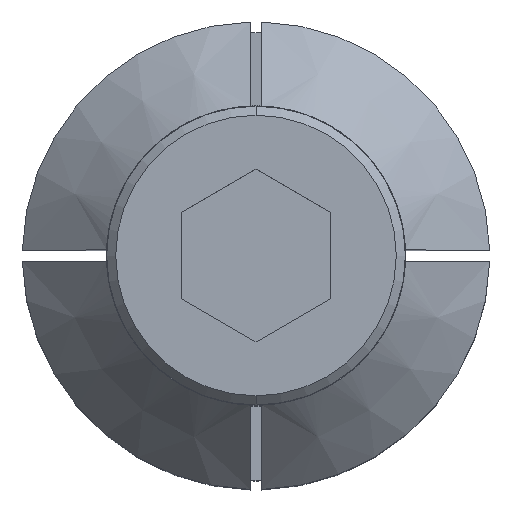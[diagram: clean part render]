
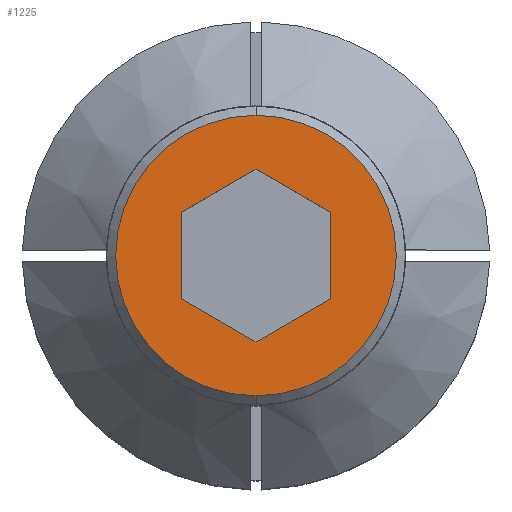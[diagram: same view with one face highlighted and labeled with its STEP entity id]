
A CAD part, top view. The second image highlights one B-rep face of the part: STEP entity #1225.
In plain terms, the highlighted planar face has unit normal (0, 0, 1).
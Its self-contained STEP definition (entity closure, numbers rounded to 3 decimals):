
#2 = FACE_BOUND ( 'NONE', #1747, .T. ) ;
#53 = VECTOR ( 'NONE', #1464, 1000. ) ;
#57 = EDGE_CURVE ( 'NONE', #1961, #134, #1222, .T. ) ;
#123 = EDGE_CURVE ( 'NONE', #1433, #1795, #1558, .T. ) ;
#134 = VERTEX_POINT ( 'NONE', #775 ) ;
#153 = CARTESIAN_POINT ( 'NONE',  ( 0., 0., 18. ) ) ;
#187 = EDGE_CURVE ( 'NONE', #134, #1253, #2025, .T. ) ;
#204 = CARTESIAN_POINT ( 'NONE',  ( -2., -1.155, 18. ) ) ;
#272 = EDGE_CURVE ( 'NONE', #278, #1433, #509, .T. ) ;
#278 = VERTEX_POINT ( 'NONE', #966 ) ;
#315 = CARTESIAN_POINT ( 'NONE',  ( -2., 1.155, 18. ) ) ;
#370 = EDGE_CURVE ( 'NONE', #1795, #1961, #872, .T. ) ;
#442 = DIRECTION ( 'NONE',  ( 0., 0., -1. ) ) ;
#450 = AXIS2_PLACEMENT_3D ( 'NONE', #824, #1421, #1453 ) ;
#455 = CARTESIAN_POINT ( 'NONE',  ( 0., 2.309, 18. ) ) ;
#466 = VERTEX_POINT ( 'NONE', #1366 ) ;
#484 = EDGE_LOOP ( 'NONE', ( #1115, #1371 ) ) ;
#509 = LINE ( 'NONE', #204, #913 ) ;
#529 = ORIENTED_EDGE ( 'NONE', *, *, #272, .F. ) ;
#700 = CARTESIAN_POINT ( 'NONE',  ( -2., 0., 18. ) ) ;
#716 = VECTOR ( 'NONE', #1088, 1000. ) ;
#725 = CARTESIAN_POINT ( 'NONE',  ( 0., 3.75, 18. ) ) ;
#775 = CARTESIAN_POINT ( 'NONE',  ( 0., 2.309, 18. ) ) ;
#788 = DIRECTION ( 'NONE',  ( 0., -1., 0. ) ) ;
#824 = CARTESIAN_POINT ( 'NONE',  ( 0., 0., 18. ) ) ;
#827 = ORIENTED_EDGE ( 'NONE', *, *, #1334, .T. ) ;
#865 = CARTESIAN_POINT ( 'NONE',  ( 0., -2.309, 18. ) ) ;
#872 = LINE ( 'NONE', #1150, #1407 ) ;
#907 = CARTESIAN_POINT ( 'NONE',  ( 2., 1.155, 18. ) ) ;
#913 = VECTOR ( 'NONE', #987, 1000. ) ;
#966 = CARTESIAN_POINT ( 'NONE',  ( -2., -1.155, 18. ) ) ;
#987 = DIRECTION ( 'NONE',  ( 0.866, -0.5, 0. ) ) ;
#997 = LINE ( 'NONE', #700, #53 ) ;
#1012 = VECTOR ( 'NONE', #1753, 1000. ) ;
#1088 = DIRECTION ( 'NONE',  ( -0.866, 0.5, 0. ) ) ;
#1115 = ORIENTED_EDGE ( 'NONE', *, *, #1716, .F. ) ;
#1128 = EDGE_CURVE ( 'NONE', #1884, #466, #1868, .T. ) ;
#1136 = AXIS2_PLACEMENT_3D ( 'NONE', #1395, #442, #1881 ) ;
#1150 = CARTESIAN_POINT ( 'NONE',  ( 2., -1.155, 18. ) ) ;
#1222 = LINE ( 'NONE', #907, #716 ) ;
#1225 = ADVANCED_FACE ( 'NONE', ( #1263, #2 ), #1929, .F. ) ;
#1253 = VERTEX_POINT ( 'NONE', #315 ) ;
#1263 = FACE_OUTER_BOUND ( 'NONE', #484, .T. ) ;
#1274 = AXIS2_PLACEMENT_3D ( 'NONE', #153, #1888, #788 ) ;
#1316 = CARTESIAN_POINT ( 'NONE',  ( 2., -1.155, 18. ) ) ;
#1334 = EDGE_CURVE ( 'NONE', #278, #1253, #997, .T. ) ;
#1342 = CIRCLE ( 'NONE', #450, 3.75 ) ;
#1366 = CARTESIAN_POINT ( 'NONE',  ( 0., -3.75, 18. ) ) ;
#1371 = ORIENTED_EDGE ( 'NONE', *, *, #1128, .F. ) ;
#1395 = CARTESIAN_POINT ( 'NONE',  ( 0., 0., 18. ) ) ;
#1407 = VECTOR ( 'NONE', #1668, 1000. ) ;
#1421 = DIRECTION ( 'NONE',  ( 0., 0., -1. ) ) ;
#1433 = VERTEX_POINT ( 'NONE', #865 ) ;
#1453 = DIRECTION ( 'NONE',  ( 0., -1., 0. ) ) ;
#1464 = DIRECTION ( 'NONE',  ( 0., 1., 0. ) ) ;
#1540 = CARTESIAN_POINT ( 'NONE',  ( 0., -2.309, 18. ) ) ;
#1558 = LINE ( 'NONE', #1540, #1842 ) ;
#1656 = CARTESIAN_POINT ( 'NONE',  ( 2., 1.155, 18. ) ) ;
#1668 = DIRECTION ( 'NONE',  ( 0., 1., 0. ) ) ;
#1681 = ORIENTED_EDGE ( 'NONE', *, *, #57, .F. ) ;
#1685 = DIRECTION ( 'NONE',  ( 0.866, 0.5, 0. ) ) ;
#1716 = EDGE_CURVE ( 'NONE', #466, #1884, #1342, .T. ) ;
#1729 = ORIENTED_EDGE ( 'NONE', *, *, #370, .F. ) ;
#1747 = EDGE_LOOP ( 'NONE', ( #1994, #1681, #1729, #1959, #529, #827 ) ) ;
#1753 = DIRECTION ( 'NONE',  ( -0.866, -0.5, 0. ) ) ;
#1795 = VERTEX_POINT ( 'NONE', #1316 ) ;
#1842 = VECTOR ( 'NONE', #1685, 1000. ) ;
#1868 = CIRCLE ( 'NONE', #1136, 3.75 ) ;
#1881 = DIRECTION ( 'NONE',  ( 0., -1., 0. ) ) ;
#1884 = VERTEX_POINT ( 'NONE', #725 ) ;
#1888 = DIRECTION ( 'NONE',  ( 0., 0., -1. ) ) ;
#1929 = PLANE ( 'NONE',  #1274 ) ;
#1959 = ORIENTED_EDGE ( 'NONE', *, *, #123, .F. ) ;
#1961 = VERTEX_POINT ( 'NONE', #1656 ) ;
#1994 = ORIENTED_EDGE ( 'NONE', *, *, #187, .F. ) ;
#2025 = LINE ( 'NONE', #455, #1012 ) ;
